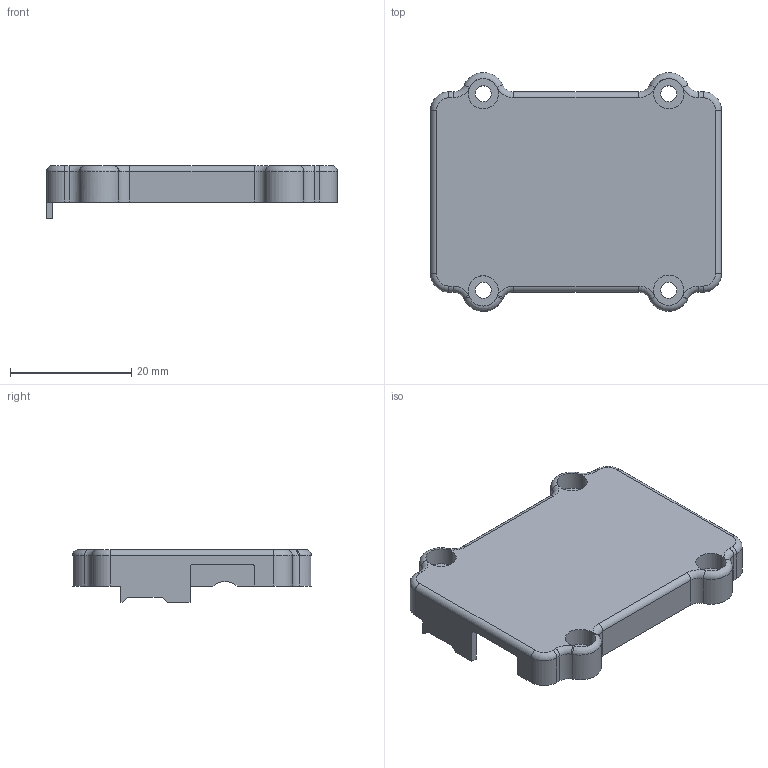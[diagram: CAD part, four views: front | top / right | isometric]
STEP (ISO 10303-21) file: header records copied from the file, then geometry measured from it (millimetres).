
FILE_DESCRIPTION (( 'STEP AP214' ), '1' );
FILE_NAME ('Reach_case_bot_Rev_D.STEP', '2016-04-08T10:50:34', ( 'Lex' ), ( '' ), 'SwSTEP 2.0', 'SolidWorks 2016', '' );
FILE_SCHEMA (( 'AUTOMOTIVE_DESIGN' ));
Length unit declared in the file: millimetre
Products named in the file (1): Reach_case_bot_Rev_D
Bounding box: 47.9 x 39.35 x 8.7 mm (x, y, z)
Volume: 4186.7 mm3; surface area: 5084.7 mm2
Topology: 1 solids, 1 shells, 96 faces, 252 edges, 158 vertices
Faces by surface type: cylinder 49, plane 29, torus 15, bspline 3
Entity records: 3154 total; most frequent: CARTESIAN_POINT 648, DIRECTION 564, ORIENTED_EDGE 504, EDGE_CURVE 252, AXIS2_PLACEMENT_3D 223, VERTEX_POINT 158, CIRCLE 129, LINE 118
